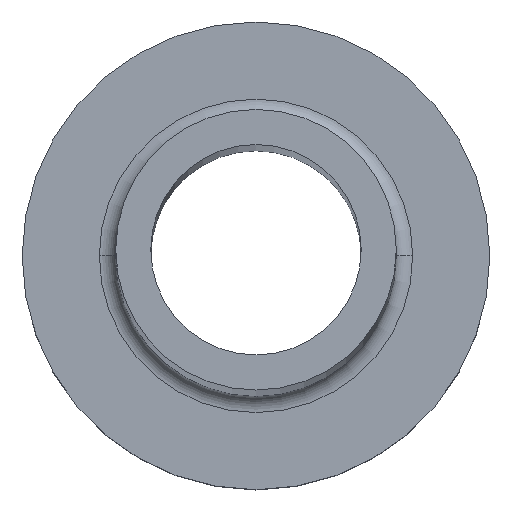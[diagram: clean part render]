
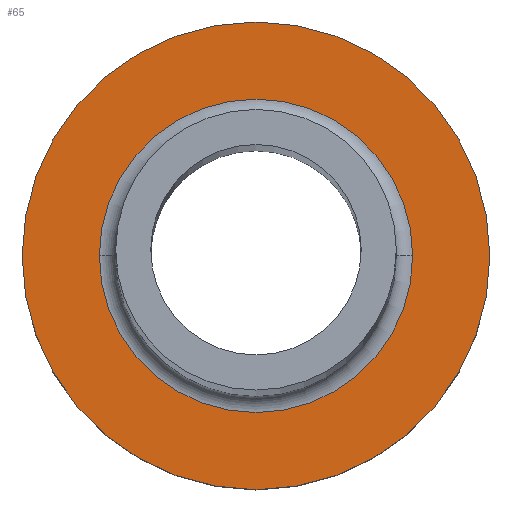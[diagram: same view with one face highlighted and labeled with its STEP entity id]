
A CAD part, top view. The second image highlights one B-rep face of the part: STEP entity #65.
In plain terms, the highlighted planar face has unit normal (0, 0, 1).
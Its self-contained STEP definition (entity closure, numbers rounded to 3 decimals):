
#21 = FACE_BOUND ( 'NONE', #282, .T. ) ;
#27 = DIRECTION ( 'NONE',  ( 0., 0., -1. ) ) ;
#28 = DIRECTION ( 'NONE',  ( 1., 0., 0. ) ) ;
#39 = CIRCLE ( 'NONE', #313, 10. ) ;
#49 = VERTEX_POINT ( 'NONE', #138 ) ;
#58 = VERTEX_POINT ( 'NONE', #374 ) ;
#63 = AXIS2_PLACEMENT_3D ( 'NONE', #169, #320, #164 ) ;
#65 = ADVANCED_FACE ( 'NONE', ( #21, #166 ), #136, .T. ) ;
#90 = CARTESIAN_POINT ( 'NONE',  ( 6.7, 0., 7. ) ) ;
#96 = VERTEX_POINT ( 'NONE', #176 ) ;
#98 = EDGE_CURVE ( 'NONE', #96, #347, #99, .T. ) ;
#99 = CIRCLE ( 'NONE', #283, 6.7 ) ;
#102 = DIRECTION ( 'NONE',  ( 1., 0., 0. ) ) ;
#106 = AXIS2_PLACEMENT_3D ( 'NONE', #259, #257, #111 ) ;
#111 = DIRECTION ( 'NONE',  ( 1., 0., 0. ) ) ;
#136 = PLANE ( 'NONE',  #106 ) ;
#138 = CARTESIAN_POINT ( 'NONE',  ( -10., 0., 7. ) ) ;
#143 = DIRECTION ( 'NONE',  ( 0., 0., -1. ) ) ;
#164 = DIRECTION ( 'NONE',  ( 1., 0., 0. ) ) ;
#166 = FACE_OUTER_BOUND ( 'NONE', #195, .T. ) ;
#169 = CARTESIAN_POINT ( 'NONE',  ( 0., 0., 7. ) ) ;
#176 = CARTESIAN_POINT ( 'NONE',  ( -6.7, 0., 7. ) ) ;
#190 = CARTESIAN_POINT ( 'NONE',  ( 0., 0., 7. ) ) ;
#195 = EDGE_LOOP ( 'NONE', ( #306, #341 ) ) ;
#196 = CIRCLE ( 'NONE', #63, 10. ) ;
#218 = AXIS2_PLACEMENT_3D ( 'NONE', #223, #143, #229 ) ;
#223 = CARTESIAN_POINT ( 'NONE',  ( 0., 0., 7. ) ) ;
#226 = EDGE_CURVE ( 'NONE', #58, #49, #39, .T. ) ;
#229 = DIRECTION ( 'NONE',  ( 1., 0., 0. ) ) ;
#234 = ORIENTED_EDGE ( 'NONE', *, *, #264, .T. ) ;
#249 = DIRECTION ( 'NONE',  ( 0., 0., 1. ) ) ;
#257 = DIRECTION ( 'NONE',  ( 0., 0., 1. ) ) ;
#259 = CARTESIAN_POINT ( 'NONE',  ( 0., 0., 7. ) ) ;
#264 = EDGE_CURVE ( 'NONE', #347, #96, #286, .T. ) ;
#282 = EDGE_LOOP ( 'NONE', ( #234, #377 ) ) ;
#283 = AXIS2_PLACEMENT_3D ( 'NONE', #329, #27, #28 ) ;
#286 = CIRCLE ( 'NONE', #218, 6.7 ) ;
#292 = EDGE_CURVE ( 'NONE', #49, #58, #196, .T. ) ;
#306 = ORIENTED_EDGE ( 'NONE', *, *, #292, .T. ) ;
#313 = AXIS2_PLACEMENT_3D ( 'NONE', #190, #249, #102 ) ;
#320 = DIRECTION ( 'NONE',  ( 0., 0., 1. ) ) ;
#329 = CARTESIAN_POINT ( 'NONE',  ( 0., 0., 7. ) ) ;
#341 = ORIENTED_EDGE ( 'NONE', *, *, #226, .T. ) ;
#347 = VERTEX_POINT ( 'NONE', #90 ) ;
#374 = CARTESIAN_POINT ( 'NONE',  ( 10., 0., 7. ) ) ;
#377 = ORIENTED_EDGE ( 'NONE', *, *, #98, .T. ) ;
